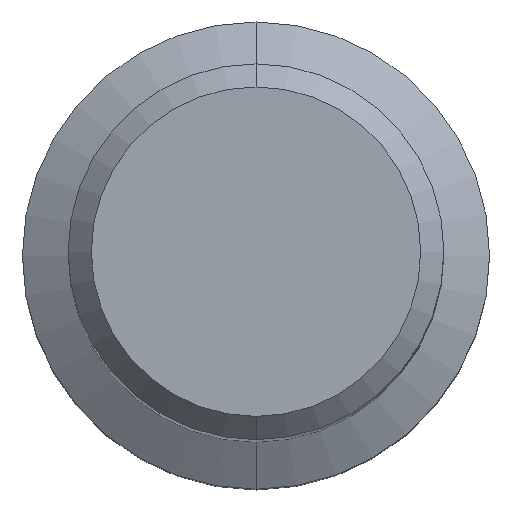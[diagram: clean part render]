
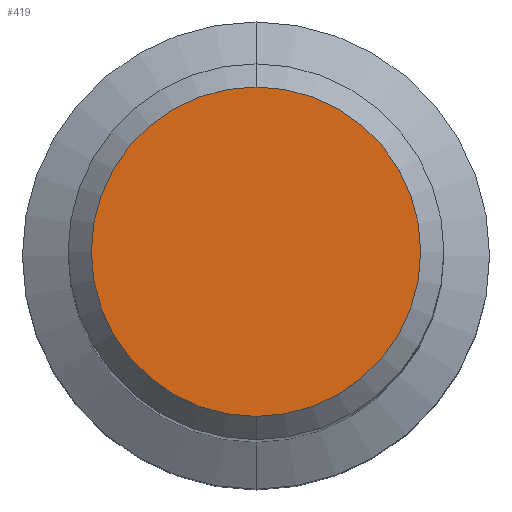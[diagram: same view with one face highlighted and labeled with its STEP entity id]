
A CAD part, top view. The second image highlights one B-rep face of the part: STEP entity #419.
In plain terms, the highlighted planar face has unit normal (0, 0, 1).
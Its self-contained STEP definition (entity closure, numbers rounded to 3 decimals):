
#253=EDGE_CURVE('',#317,#407,#645,.T.);
#317=VERTEX_POINT('',#717);
#407=VERTEX_POINT('',#815);
#419=ADVANCED_FACE('',(#827),#828,.T.);
#463=EDGE_CURVE('',#407,#317,#875,.T.);
#645=CIRCLE('',#1110,8.461);
#717=CARTESIAN_POINT('',(0.,-8.461,0.0));
#815=CARTESIAN_POINT('',(0.0,8.461,0.0));
#827=FACE_OUTER_BOUND('',#1485,.T.);
#828=PLANE('',#1486);
#875=CIRCLE('',#1541,8.461);
#1110=AXIS2_PLACEMENT_3D('',#1903,#1904,#1905);
#1485=EDGE_LOOP('',(#2088,#2089));
#1486=AXIS2_PLACEMENT_3D('',#2090,#2091,#2092);
#1541=AXIS2_PLACEMENT_3D('',#2137,#2138,#2139);
#1903=CARTESIAN_POINT('',(0.0,0.0,0.0));
#1904=DIRECTION('',(0.0,0.0,-1.0));
#1905=DIRECTION('',(0.0,1.0,0.0));
#2088=ORIENTED_EDGE('',*,*,#463,.F.);
#2089=ORIENTED_EDGE('',*,*,#253,.F.);
#2090=CARTESIAN_POINT('',(0.0,4.231,0.0));
#2091=DIRECTION('',(-0.0,0.0,1.0));
#2092=DIRECTION('',(0.0,-1.0,0.0));
#2137=CARTESIAN_POINT('',(0.0,0.0,0.0));
#2138=DIRECTION('',(0.0,0.0,-1.0));
#2139=DIRECTION('',(0.0,1.0,0.0));
